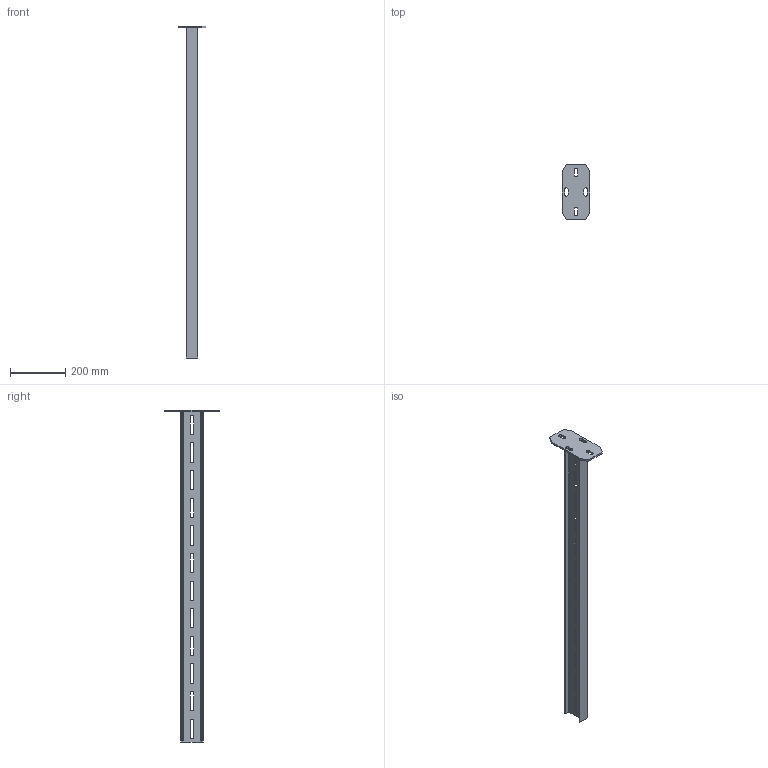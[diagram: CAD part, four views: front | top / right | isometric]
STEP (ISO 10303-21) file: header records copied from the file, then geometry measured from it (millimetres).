
FILE_DESCRIPTION (( 'STEP AP203' ), '1' );
FILE_NAME ('6361250_org.STEP', '2012-06-25T08:53:24', ( '' ), ( '' ), 'SwSTEP 2.0', 'SolidWorks 2012', '' );
FILE_SCHEMA (( 'CONFIG_CONTROL_DESIGN' ));
Length unit declared in the file: millimetre
Products named in the file (3): 6361250_org; KTS 02.020-001; KTS 01.001-035-2000_L1196
Assembly tree (2 placements, depth 2):
  6361250_org
    KTS 01.001-035-2000_L1196
    KTS 02.020-001
Bounding box: 100 x 200 x 1202.5 mm (x, y, z)
Volume: 975166.8 mm3; surface area: 388882.4 mm2
Topology: 2 solids, 2 shells, 148 faces, 432 edges, 288 vertices
Faces by surface type: plane 80, cylinder 68
Entity records: 5301 total; most frequent: DIRECTION 874, CARTESIAN_POINT 873, ORIENTED_EDGE 864, EDGE_CURVE 432, LINE 296, VECTOR 296, AXIS2_PLACEMENT_3D 289, VERTEX_POINT 288
